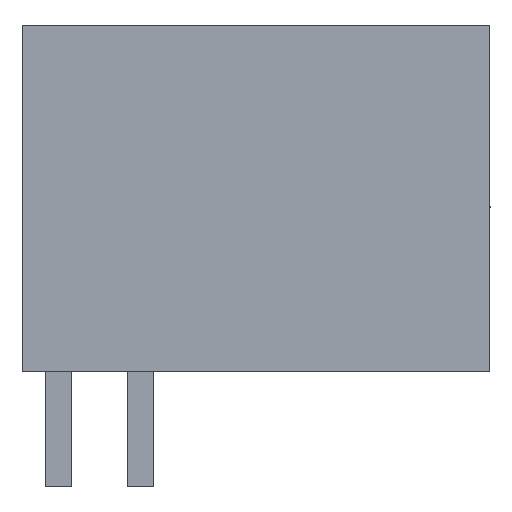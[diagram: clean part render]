
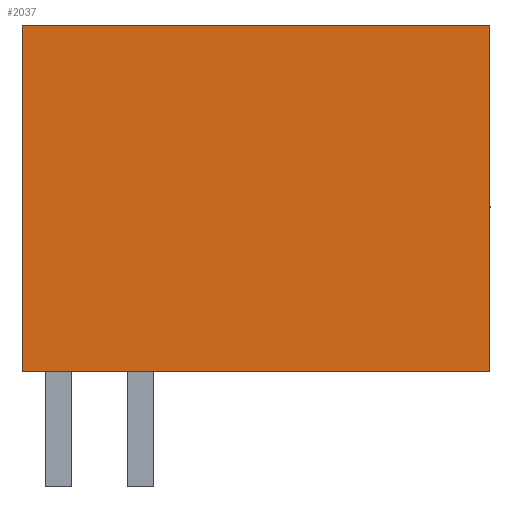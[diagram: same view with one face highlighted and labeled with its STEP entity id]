
A CAD part, left-side view. The second image highlights one B-rep face of the part: STEP entity #2037.
In plain terms, the highlighted planar face has unit normal (-1, 0, 0).
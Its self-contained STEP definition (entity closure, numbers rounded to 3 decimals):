
#2010=AXIS2_PLACEMENT_3D('Plane Axis2P3D',#2007,#2008,#2009) ;
#453=CARTESIAN_POINT('Vertex',(0.,0.,3.5)) ;
#458=CARTESIAN_POINT('Line Origine',(0.,7.1,3.5)) ;
#462=CARTESIAN_POINT('Vertex',(0.,14.2,3.5)) ;
#2007=CARTESIAN_POINT('Axis2P3D Location',(0.,17.7,14.)) ;
#2012=CARTESIAN_POINT('Line Origine',(0.,7.1,14.)) ;
#2016=CARTESIAN_POINT('Vertex',(0.,0.,14.)) ;
#2018=CARTESIAN_POINT('Vertex',(0.,14.2,14.)) ;
#2021=CARTESIAN_POINT('Line Origine',(0.,14.2,8.75)) ;
#2026=CARTESIAN_POINT('Line Origine',(0.,0.,8.75)) ;
#459=DIRECTION('Vector Direction',(0.,-1.,0.)) ;
#2008=DIRECTION('Axis2P3D Direction',(-1.,0.,0.)) ;
#2009=DIRECTION('Axis2P3D XDirection',(0.,0.,-1.)) ;
#2013=DIRECTION('Vector Direction',(0.,-1.,0.)) ;
#2022=DIRECTION('Vector Direction',(0.,0.,-1.)) ;
#2027=DIRECTION('Vector Direction',(0.,0.,-1.)) ;
#460=VECTOR('Line Direction',#459,1.) ;
#2014=VECTOR('Line Direction',#2013,1.) ;
#2023=VECTOR('Line Direction',#2022,1.) ;
#2028=VECTOR('Line Direction',#2027,1.) ;
#2032=ORIENTED_EDGE('',*,*,#2020,.T.) ;
#2033=ORIENTED_EDGE('',*,*,#2025,.T.) ;
#2034=ORIENTED_EDGE('',*,*,#464,.T.) ;
#2035=ORIENTED_EDGE('',*,*,#2030,.T.) ;
#2037=ADVANCED_FACE('HOUSING',(#2036),#2011,.T.) ;
#464=EDGE_CURVE('',#463,#454,#461,.T.) ;
#2020=EDGE_CURVE('',#2017,#2019,#2015,.F.) ;
#2025=EDGE_CURVE('',#2019,#463,#2024,.T.) ;
#2030=EDGE_CURVE('',#454,#2017,#2029,.F.) ;
#2031=EDGE_LOOP('',(#2032,#2033,#2034,#2035)) ;
#2036=FACE_OUTER_BOUND('',#2031,.T.) ;
#461=LINE('Line',#458,#460) ;
#2015=LINE('Line',#2012,#2014) ;
#2024=LINE('Line',#2021,#2023) ;
#2029=LINE('Line',#2026,#2028) ;
#2011=PLANE('',#2010) ;
#454=VERTEX_POINT('',#453) ;
#463=VERTEX_POINT('',#462) ;
#2017=VERTEX_POINT('',#2016) ;
#2019=VERTEX_POINT('',#2018) ;
